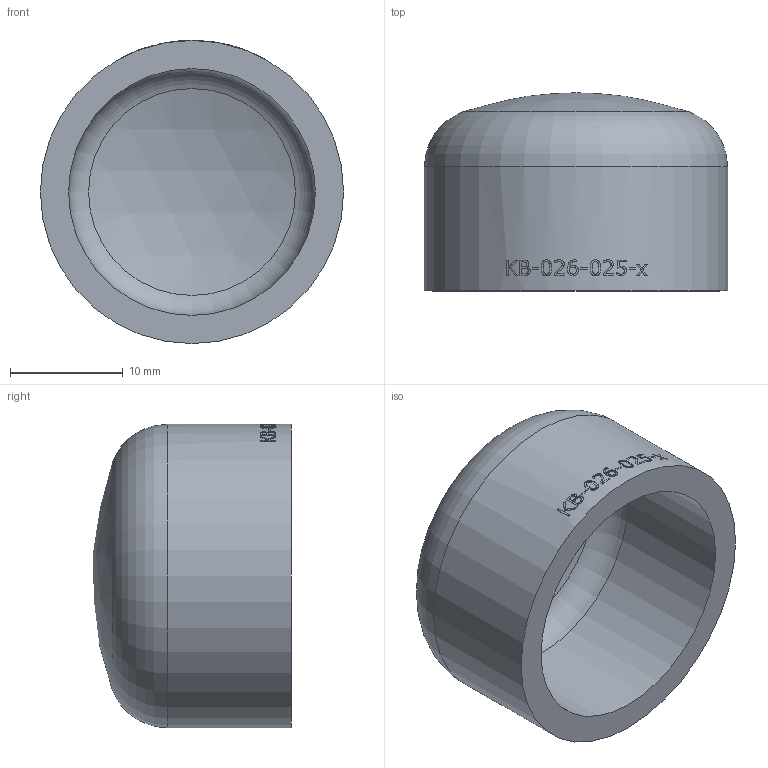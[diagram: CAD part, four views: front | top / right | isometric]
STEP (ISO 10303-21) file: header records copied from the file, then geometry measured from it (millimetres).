
FILE_DESCRIPTION (( 'STEP AP214' ), '1' );
FILE_NAME ('KB-026-025-x Klöpperboden 2001.STEP', '2020-01-20T08:01:35', ( '' ), ( '' ), 'SwSTEP 2.0', 'SolidWorks 2016', '' );
FILE_SCHEMA (( 'AUTOMOTIVE_DESIGN' ));
Length unit declared in the file: millimetre
Products named in the file (1): KB-026-025-x Klöpperboden 2001
Bounding box: 26.9 x 17.57 x 26.9 mm (x, y, z)
Volume: 3717.2 mm3; surface area: 3180.9 mm2
Topology: 1 solids, 1 shells, 177 faces, 469 edges, 312 vertices
Faces by surface type: bspline 99, plane 55, cylinder 19, torus 2, sphere 2
Full cylindrical faces by diameter (mm): 21.9 x1, 26.9 x1
Entity records: 14345 total; most frequent: CARTESIAN_POINT 8965, ORIENTED_EDGE 930, EDGE_CURVE 465, DIRECTION 374, B_SPLINE_CURVE_WITH_KNOTS 315, VERTEX_POINT 312, EDGE_LOOP 199, FACE_OUTER_BOUND 181
